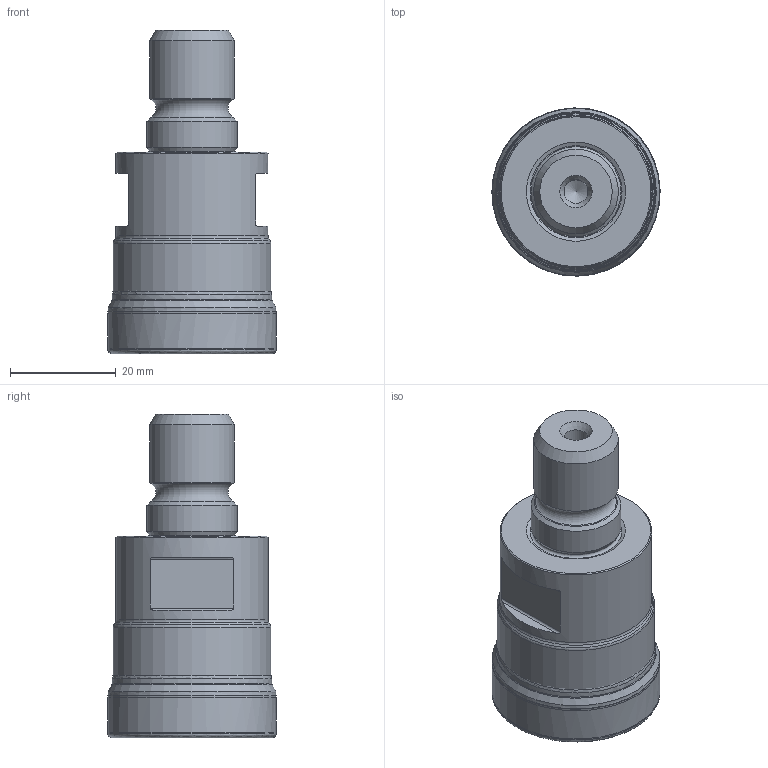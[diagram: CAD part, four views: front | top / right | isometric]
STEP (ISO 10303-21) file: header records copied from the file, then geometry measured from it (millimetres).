
FILE_DESCRIPTION(/* description */ (''),/* implementation_level */ '2;1');
FILE_NAME(/* name */ 'E-catalog-M90-WN08-D125Z2M16I.stp',/* time_stamp */ '2023-10-26T14:47:44+09:00',/* author */ (''),/* organization */ (''),/* preprocessor_version */ 'ST-DEVELOPER v16',/* originating_system */ 'SIEMENS PLM Software NX 10.0',/* authorisation */ '');
FILE_SCHEMA (('AP203_CONFIGURATION_CONTROLLED_3D_DESIGN_OF_MECHANICAL_PARTS_AND_ASSEMBLIES_MIM_LF { 1 0 10303 403 2 1 2}'));
Length unit declared in the file: millimetre
Products named in the file (1): 10226A983EDD4eq5
Bounding box: 31.75 x 31.75 x 61.1 mm (x, y, z)
Volume: 27518.2 mm3; surface area: 9426.6 mm2
Topology: 1 solids, 3 shells, 77 faces, 235 edges, 204 vertices
Faces by surface type: revolution 40, plane 10, cone 10, cylinder 9, torus 5, bspline 3
Full cylindrical faces by diameter (mm): 4.5 x1, 16 x1, 17 x1, 28.702 x1, 29.75 x1
Entity records: 2822 total; most frequent: CARTESIAN_POINT 1351, DIRECTION 261, ORIENTED_EDGE 178, EDGE_LOOP 142, FACE_BOUND 132, AXIS2_PLACEMENT_3D 102, EDGE_CURVE 89, VERTEX_POINT 82
